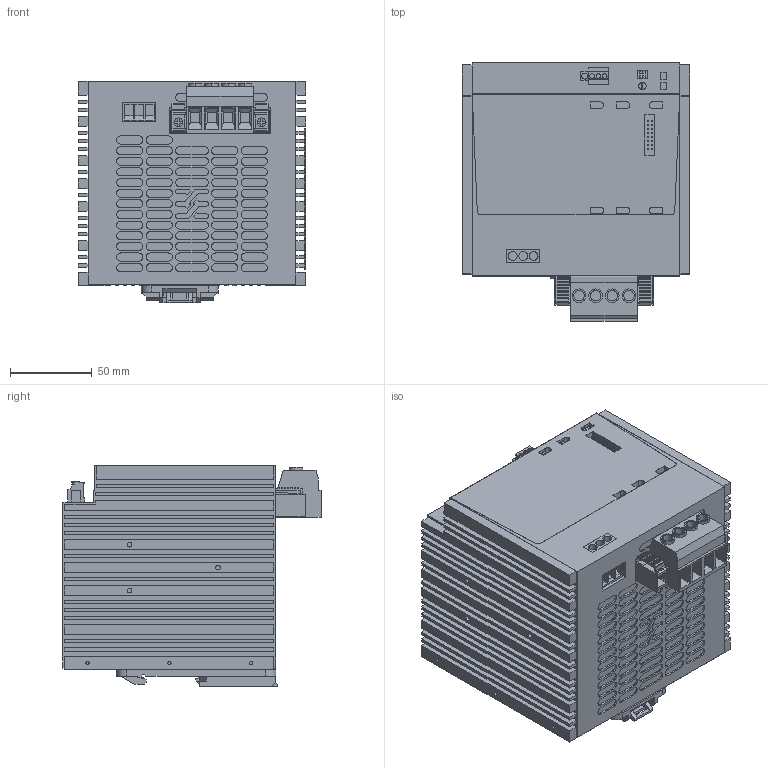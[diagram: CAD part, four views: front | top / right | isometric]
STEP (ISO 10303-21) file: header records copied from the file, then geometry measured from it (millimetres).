
FILE_DESCRIPTION(('CATIA V5 STEP Exchange','CAx-IF Rec.Pracs.--- Model Styling and Organization---1.4--- 2014-01-23'),'2;1');
FILE_NAME ('454313-2_0', '2023-04-12T08:52:49+00:00', ('none'), ('Weidmueller'), 'CATIA Version 5-6 Release 2016 SP3 HF44', 'CATIA V5 STEP AP214', 'none');
FILE_SCHEMA(('AUTOMOTIVE_DESIGN { 1 0 10303 214 1 1 1 1 }'));
Products named in the file (1): S3D_PRO_TOP1_960W_48V_20A_CO
Bounding box: 139 x 157.65 x 135.45 mm (x, y, z)
Volume: 2139331.1 mm3; surface area: 236467.2 mm2
Topology: 40 solids, 60 shells, 2803 faces, 7361 edges, 4911 vertices
Faces by surface type: plane 2170, cylinder 551, extrusion 76, cone 6
Entity records: 84462 total; most frequent: CARTESIAN_POINT 16995, ORIENTED_EDGE 14722, DIRECTION 10490, EDGE_CURVE 7361, VECTOR 6074, LINE 5998, VERTEX_POINT 4911, EDGE_LOOP 3086
